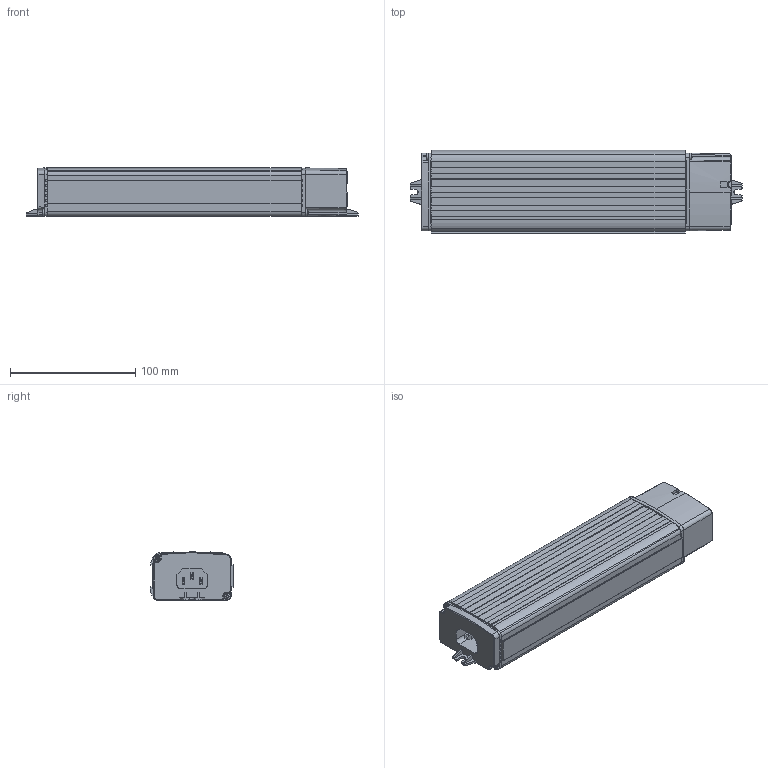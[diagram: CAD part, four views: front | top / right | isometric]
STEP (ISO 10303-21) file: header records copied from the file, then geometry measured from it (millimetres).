
FILE_DESCRIPTION (( 'STEP AP214' ), '1' );
FILE_NAME ('syncontrol_3ch.STEP', '2020-01-10T06:52:27', ( '' ), ( '' ), 'SwSTEP 2.0', 'SolidWorks 2018', '' );
FILE_SCHEMA (( 'AUTOMOTIVE_DESIGN' ));
Length unit declared in the file: millimetre
Products named in the file (1): syncontrol_3ch
Bounding box: 265.5 x 66.45 x 38.5 mm (x, y, z)
Volume: 579819 mm3; surface area: 68393.4 mm2
Topology: 1 solids, 1 shells, 993 faces, 2802 edges, 1872 vertices
Faces by surface type: plane 791, cylinder 132, cone 39, bspline 31
Entity records: 44794 total; most frequent: CARTESIAN_POINT 10503, ORIENTED_EDGE 5604, DIRECTION 4260, EDGE_CURVE 2802, LINE 2134, VECTOR 2134, VERTEX_POINT 1872, EDGE_LOOP 1108
